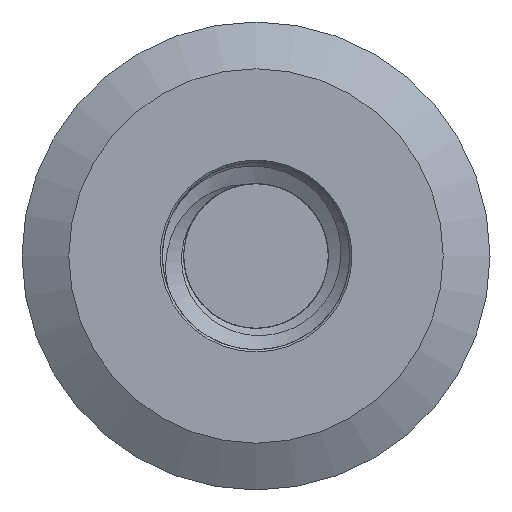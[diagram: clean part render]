
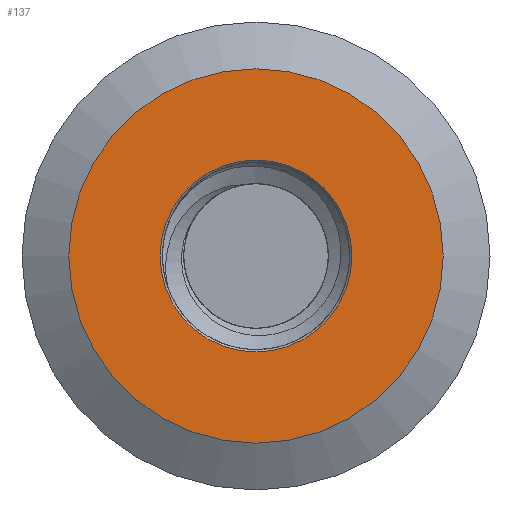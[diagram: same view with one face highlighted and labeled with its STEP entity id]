
A CAD part, left-side view. The second image highlights one B-rep face of the part: STEP entity #137.
In plain terms, the highlighted planar face has unit normal (-1, 0, 0).
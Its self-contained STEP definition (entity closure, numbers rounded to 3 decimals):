
#137 = ADVANCED_FACE ( 'NONE', ( #542, #2296 ), #1089, .F. ) ;
#207 = AXIS2_PLACEMENT_3D ( 'NONE', #1876, #235, #568 ) ;
#235 = DIRECTION ( 'NONE',  ( -1., 0., 0. ) ) ;
#294 = DIRECTION ( 'NONE',  ( 0., 0., 1. ) ) ;
#316 = EDGE_LOOP ( 'NONE', ( #1570 ) ) ;
#448 = EDGE_CURVE ( 'NONE', #1363, #1363, #467, .T. ) ;
#467 = CIRCLE ( 'NONE', #207, 2.051 ) ;
#542 = FACE_BOUND ( 'NONE', #316, .T. ) ;
#568 = DIRECTION ( 'NONE',  ( 0., 0., 1. ) ) ;
#616 = AXIS2_PLACEMENT_3D ( 'NONE', #1444, #867, #2141 ) ;
#657 = EDGE_LOOP ( 'NONE', ( #1359 ) ) ;
#843 = EDGE_CURVE ( 'NONE', #1315, #1315, #2238, .T. ) ;
#867 = DIRECTION ( 'NONE',  ( 1., 0., 0. ) ) ;
#955 = AXIS2_PLACEMENT_3D ( 'NONE', #2247, #1186, #294 ) ;
#1089 = PLANE ( 'NONE',  #616 ) ;
#1186 = DIRECTION ( 'NONE',  ( -1., 0., 0. ) ) ;
#1315 = VERTEX_POINT ( 'NONE', #1870 ) ;
#1359 = ORIENTED_EDGE ( 'NONE', *, *, #843, .T. ) ;
#1363 = VERTEX_POINT ( 'NONE', #2044 ) ;
#1444 = CARTESIAN_POINT ( 'NONE',  ( -104., 0., 0. ) ) ;
#1570 = ORIENTED_EDGE ( 'NONE', *, *, #448, .F. ) ;
#1870 = CARTESIAN_POINT ( 'NONE',  ( -104., 0., 4. ) ) ;
#1876 = CARTESIAN_POINT ( 'NONE',  ( -104., 0., 0. ) ) ;
#2044 = CARTESIAN_POINT ( 'NONE',  ( -104., 0., 2.051 ) ) ;
#2141 = DIRECTION ( 'NONE',  ( 0., 0., -1. ) ) ;
#2238 = CIRCLE ( 'NONE', #955, 4. ) ;
#2247 = CARTESIAN_POINT ( 'NONE',  ( -104., 0., 0. ) ) ;
#2296 = FACE_OUTER_BOUND ( 'NONE', #657, .T. ) ;
